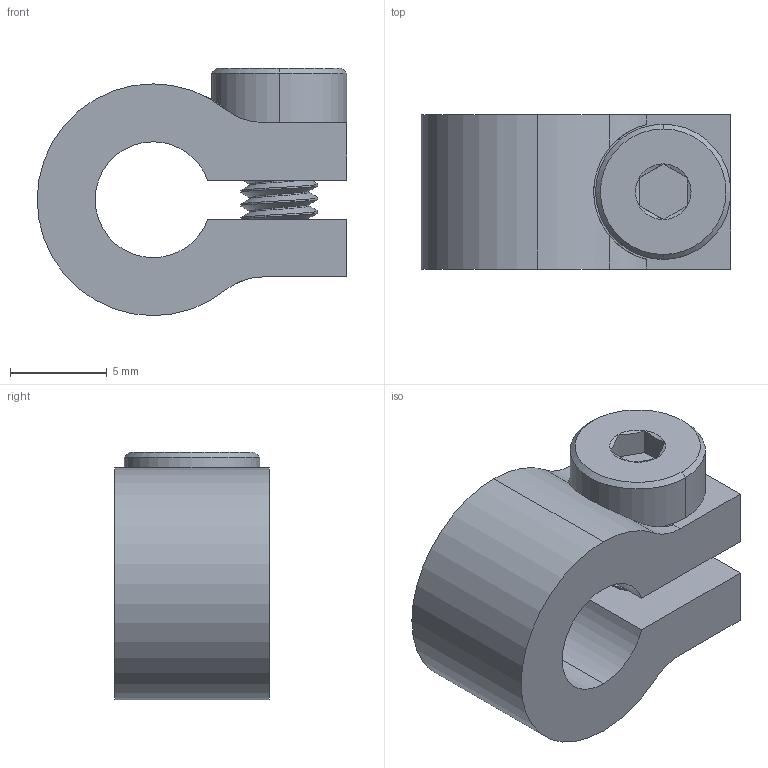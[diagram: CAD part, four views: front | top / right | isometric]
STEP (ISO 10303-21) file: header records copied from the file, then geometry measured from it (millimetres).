
FILE_DESCRIPTION (( 'STEP AP203' ), '1' );
FILE_NAME ('2905-0006-0008 assembly.STEP', '2017-05-08T15:03:56', ( '' ), ( '' ), 'SwSTEP 2.0', 'SolidWorks 2016', '' );
FILE_SCHEMA (( 'CONFIG_CONTROL_DESIGN' ));
Length unit declared in the file: millimetre
Products named in the file (3): 2905-0006-0008 assembly; 2804-0004-0008; 2905-0006-0008
Assembly tree (2 placements, depth 2):
  2905-0006-0008 assembly
    2905-0006-0008
    2804-0004-0008
Bounding box: 16.03 x 8 x 12.8 mm (x, y, z)
Volume: 961.5 mm3; surface area: 1179.2 mm2
Topology: 2 solids, 2 shells, 115 faces, 315 edges, 205 vertices
Faces by surface type: cylinder 83, plane 18, cone 10, bspline 4
Entity records: 11045 total; most frequent: CARTESIAN_POINT 8232, ORIENTED_EDGE 630, DIRECTION 440, EDGE_CURVE 315, VERTEX_POINT 205, AXIS2_PLACEMENT_3D 163, EDGE_LOOP 120, FACE_OUTER_BOUND 115
